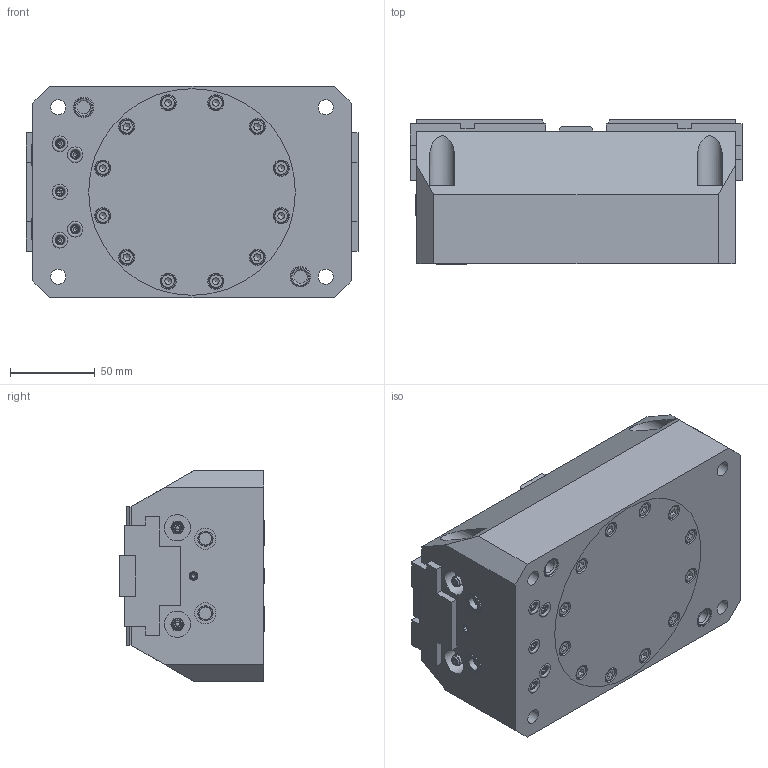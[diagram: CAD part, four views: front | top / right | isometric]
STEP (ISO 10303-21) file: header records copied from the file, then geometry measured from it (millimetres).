
FILE_DESCRIPTION (( 'STEP AP203' ), '1' );
FILE_NAME ('CF-VR-1214.STEP', '2024-05-24T03:21:38', ( '' ), ( '' ), 'SwSTEP 2.0', 'SolidWorks 2020', '' );
FILE_SCHEMA (( 'CONFIG_CONTROL_DESIGN' ));
Length unit declared in the file: millimetre
Products named in the file (15): CF-VR-1214-07000; 無頭六角孔螺絲_M5x8; CP-30-13000; 錐平頭六角孔螺栓_M5x10; 圓頭內六角螺栓_M6x12; 塑膠管塞_PT1_8; CF-VR-1214-01000; 圓頭內六角螺栓_M5x12; CF-VR-1214; CF-VR-1214-02000; M6黃油嘴; CF-VR-1214-05000; O-RING_P6; CF-VR-1214-06000; 無頭六角孔螺絲_M5x6
Assembly tree (42 placements, depth 2):
  CF-VR-1214
    CF-VR-1214-01000
    CF-VR-1214-02000  x2
    CF-VR-1214-05000
    CF-VR-1214-06000  x2
    CF-VR-1214-07000
    CP-30-13000  x2
    圓頭內六角螺栓_M6x12  x4
    圓頭內六角螺栓_M5x12  x12
    M6黃油嘴  x2
    O-RING_P6  x5
    無頭六角孔螺絲_M5x6
    無頭六角孔螺絲_M5x8  x5
    錐平頭六角孔螺栓_M5x10  x2
    塑膠管塞_PT1_8  x2
Bounding box: 196 x 85.25 x 125 mm (x, y, z)
Volume: 1657817.5 mm3; surface area: 236892.3 mm2
Topology: 44 solids, 44 shells, 915 faces, 2065 edges, 1282 vertices
Faces by surface type: plane 550, cylinder 179, cone 167, torus 13, sphere 6
Full cylindrical faces by diameter (mm): 2.5 x4, 3 x2, 4.2 x20, 5 x28, 5.5 x12, 5.6 x2, 6 x6, 6.6 x4, 6.8 x24, 7.5 x2, 8 x2, 8.3 x2, 8.5 x14, 9 x4, 9.2 x5, 9.5 x12, 10 x6, 11 x4, 12 x4, 12.5 x2, 14 x4, 15.5 x2, 122 x2
Entity records: 12938 total; most frequent: CARTESIAN_POINT 2080, DIRECTION 1863, ORIENTED_EDGE 1402, AXIS2_PLACEMENT_3D 749, EDGE_CURVE 701, EDGE_LOOP 673, VERTEX_POINT 530, FACE_OUTER_BOUND 518
